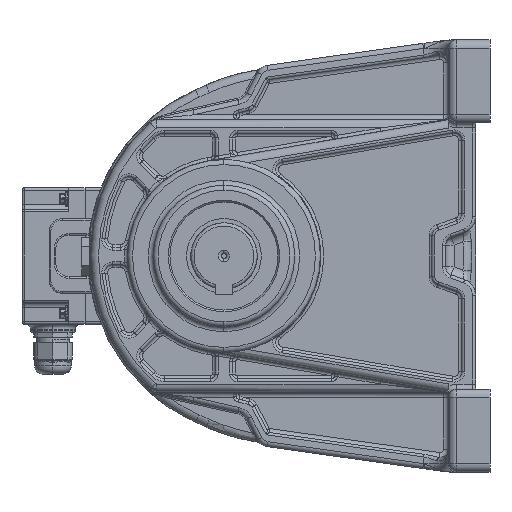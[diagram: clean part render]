
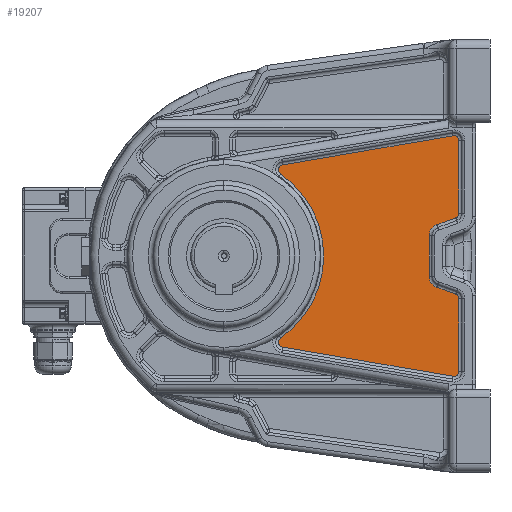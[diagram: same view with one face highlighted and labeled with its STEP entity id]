
A CAD part, left-side view. The second image highlights one B-rep face of the part: STEP entity #19207.
In plain terms, the highlighted planar face has unit normal (-1, 0, 0).
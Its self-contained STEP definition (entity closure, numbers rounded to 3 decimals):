
#4381=CARTESIAN_POINT('',(-138.5,0.19,-51.805));
#4382=DIRECTION('',(1.,0.,0.));
#4383=DIRECTION('',(0.,0.169,-0.986));
#4384=AXIS2_PLACEMENT_3D('',#4381,#4382,#4383);
#4386=CARTESIAN_POINT('',(-138.5,36.04,0.));
#4387=DIRECTION('',(-1.,0.,0.));
#4388=DIRECTION('',(0.,-0.569,-0.822));
#4389=AXIS2_PLACEMENT_3D('',#4386,#4387,#4388);
#4391=CARTESIAN_POINT('',(-138.5,0.19,51.805));
#4392=DIRECTION('',(1.,0.,0.));
#4393=DIRECTION('',(0.,0.569,-0.822));
#4394=AXIS2_PLACEMENT_3D('',#4391,#4392,#4393);
#4396=DIRECTION('',(0.,-0.986,0.169));
#4397=VECTOR('',#4396,104.002);
#4398=CARTESIAN_POINT('',(-138.5,0.697,54.762));
#4399=LINE('',#4398,#4397);
#4400=CARTESIAN_POINT('',(-138.5,-102.315,69.386));
#4401=DIRECTION('',(1.,0.,0.));
#4402=DIRECTION('',(0.,0.169,0.986));
#4403=AXIS2_PLACEMENT_3D('',#4400,#4401,#4402);
#4405=DIRECTION('',(0.,0.,-1.));
#4406=VECTOR('',#4405,43.633);
#4407=CARTESIAN_POINT('',(-138.5,-105.315,69.386));
#4408=LINE('',#4407,#4406);
#4409=CARTESIAN_POINT('',(-138.5,-102.315,25.753));
#4410=DIRECTION('',(1.,0.,0.));
#4411=DIRECTION('',(0.,-1.,0.));
#4412=AXIS2_PLACEMENT_3D('',#4409,#4410,#4411);
#4414=DIRECTION('',(0.,0.94,-0.342));
#4415=VECTOR('',#4414,12.153);
#4416=CARTESIAN_POINT('',(-138.5,-103.341,22.934));
#4417=LINE('',#4416,#4415);
#4418=CARTESIAN_POINT('',(-138.5,-94.315,12.199));
#4419=DIRECTION('',(-1.,0.,0.));
#4420=DIRECTION('',(0.,0.342,0.94));
#4421=AXIS2_PLACEMENT_3D('',#4418,#4419,#4420);
#4423=DIRECTION('',(0.,0.,-1.));
#4424=VECTOR('',#4423,24.398);
#4425=CARTESIAN_POINT('',(-138.5,-87.315,12.199));
#4426=LINE('',#4425,#4424);
#4427=CARTESIAN_POINT('',(-138.5,-94.315,-12.199));
#4428=DIRECTION('',(-1.,0.,0.));
#4429=DIRECTION('',(0.,1.,0.));
#4430=AXIS2_PLACEMENT_3D('',#4427,#4428,#4429);
#4432=DIRECTION('',(0.,-0.94,-0.342));
#4433=VECTOR('',#4432,12.153);
#4434=CARTESIAN_POINT('',(-138.5,-91.921,-18.777));
#4435=LINE('',#4434,#4433);
#4436=CARTESIAN_POINT('',(-138.5,-102.315,-25.753));
#4437=DIRECTION('',(1.,0.,0.));
#4438=DIRECTION('',(0.,-0.342,0.94));
#4439=AXIS2_PLACEMENT_3D('',#4436,#4437,#4438);
#4441=DIRECTION('',(0.,0.,-1.));
#4442=VECTOR('',#4441,43.633);
#4443=CARTESIAN_POINT('',(-138.5,-105.315,-25.753));
#4444=LINE('',#4443,#4442);
#4445=CARTESIAN_POINT('',(-138.5,-102.315,-69.386));
#4446=DIRECTION('',(1.,0.,0.));
#4447=DIRECTION('',(0.,-1.,0.));
#4448=AXIS2_PLACEMENT_3D('',#4445,#4446,#4447);
#4450=DIRECTION('',(0.,0.986,0.169));
#4451=VECTOR('',#4450,104.002);
#4452=CARTESIAN_POINT('',(-138.5,-101.808,-72.342));
#4453=LINE('',#4452,#4451);
#12367=CARTESIAN_POINT('',(-138.5,0.697,-54.762));
#12368=CARTESIAN_POINT('',(-138.5,1.897,-49.338));
#12369=VERTEX_POINT('',#12367);
#12370=VERTEX_POINT('',#12368);
#12371=CARTESIAN_POINT('',(-138.5,1.897,49.338));
#12372=VERTEX_POINT('',#12371);
#12373=CARTESIAN_POINT('',(-138.5,0.697,54.762));
#12374=VERTEX_POINT('',#12373);
#12375=CARTESIAN_POINT('',(-138.5,-101.808,72.342));
#12376=VERTEX_POINT('',#12375);
#12377=CARTESIAN_POINT('',(-138.5,-105.315,69.386));
#12378=VERTEX_POINT('',#12377);
#12379=CARTESIAN_POINT('',(-138.5,-105.315,25.753));
#12380=VERTEX_POINT('',#12379);
#12381=CARTESIAN_POINT('',(-138.5,-103.341,22.934));
#12382=VERTEX_POINT('',#12381);
#12383=CARTESIAN_POINT('',(-138.5,-91.921,18.777));
#12384=VERTEX_POINT('',#12383);
#12385=CARTESIAN_POINT('',(-138.5,-87.315,12.199));
#12386=VERTEX_POINT('',#12385);
#12387=CARTESIAN_POINT('',(-138.5,-87.315,-12.199));
#12388=VERTEX_POINT('',#12387);
#12389=CARTESIAN_POINT('',(-138.5,-91.921,-18.777));
#12390=VERTEX_POINT('',#12389);
#12391=CARTESIAN_POINT('',(-138.5,-103.341,-22.934));
#12392=VERTEX_POINT('',#12391);
#12393=CARTESIAN_POINT('',(-138.5,-105.315,-25.753));
#12394=VERTEX_POINT('',#12393);
#12395=CARTESIAN_POINT('',(-138.5,-105.315,-69.386));
#12396=VERTEX_POINT('',#12395);
#12397=CARTESIAN_POINT('',(-138.5,-101.808,-72.342));
#12398=VERTEX_POINT('',#12397);
#19184=CARTESIAN_POINT('',(-138.5,0.,0.));
#19185=DIRECTION('',(-1.,0.,0.));
#19186=DIRECTION('',(0.,0.,1.));
#19187=AXIS2_PLACEMENT_3D('',#19184,#19185,#19186);
#19188=PLANE('',#19187);
#19189=ORIENTED_EDGE('',*,*,#18955,.T.);
#19190=ORIENTED_EDGE('',*,*,#18971,.T.);
#19191=ORIENTED_EDGE('',*,*,#18997,.T.);
#19192=ORIENTED_EDGE('',*,*,#19011,.T.);
#19193=ORIENTED_EDGE('',*,*,#19025,.T.);
#19194=ORIENTED_EDGE('',*,*,#19039,.T.);
#19195=ORIENTED_EDGE('',*,*,#19053,.T.);
#19196=ORIENTED_EDGE('',*,*,#19067,.T.);
#19197=ORIENTED_EDGE('',*,*,#19081,.T.);
#19198=ORIENTED_EDGE('',*,*,#19095,.T.);
#19199=ORIENTED_EDGE('',*,*,#19109,.T.);
#19200=ORIENTED_EDGE('',*,*,#19123,.T.);
#19201=ORIENTED_EDGE('',*,*,#19137,.T.);
#19202=ORIENTED_EDGE('',*,*,#19151,.T.);
#19203=ORIENTED_EDGE('',*,*,#19165,.T.);
#19204=ORIENTED_EDGE('',*,*,#19178,.T.);
#19205=EDGE_LOOP('',(#19189,#19190,#19191,#19192,#19193,#19194,#19195,#19196,
#19197,#19198,#19199,#19200,#19201,#19202,#19203,#19204));
#19206=FACE_OUTER_BOUND('',#19205,.F.);
#19207=ADVANCED_FACE('',(#19206),#19188,.T.);
#4385=CIRCLE('',#4384,3.);
#4390=CIRCLE('',#4389,60.);
#4395=CIRCLE('',#4394,3.);
#4404=CIRCLE('',#4403,3.);
#4413=CIRCLE('',#4412,3.);
#4422=CIRCLE('',#4421,7.);
#4431=CIRCLE('',#4430,7.);
#4440=CIRCLE('',#4439,3.);
#4449=CIRCLE('',#4448,3.);
#18955=EDGE_CURVE('',#12369,#12370,#4385,.T.);
#18971=EDGE_CURVE('',#12370,#12372,#4390,.T.);
#18997=EDGE_CURVE('',#12372,#12374,#4395,.T.);
#19011=EDGE_CURVE('',#12374,#12376,#4399,.T.);
#19025=EDGE_CURVE('',#12376,#12378,#4404,.T.);
#19039=EDGE_CURVE('',#12378,#12380,#4408,.T.);
#19053=EDGE_CURVE('',#12380,#12382,#4413,.T.);
#19067=EDGE_CURVE('',#12382,#12384,#4417,.T.);
#19081=EDGE_CURVE('',#12384,#12386,#4422,.T.);
#19095=EDGE_CURVE('',#12386,#12388,#4426,.T.);
#19109=EDGE_CURVE('',#12388,#12390,#4431,.T.);
#19123=EDGE_CURVE('',#12390,#12392,#4435,.T.);
#19137=EDGE_CURVE('',#12392,#12394,#4440,.T.);
#19151=EDGE_CURVE('',#12394,#12396,#4444,.T.);
#19165=EDGE_CURVE('',#12396,#12398,#4449,.T.);
#19178=EDGE_CURVE('',#12398,#12369,#4453,.T.);
